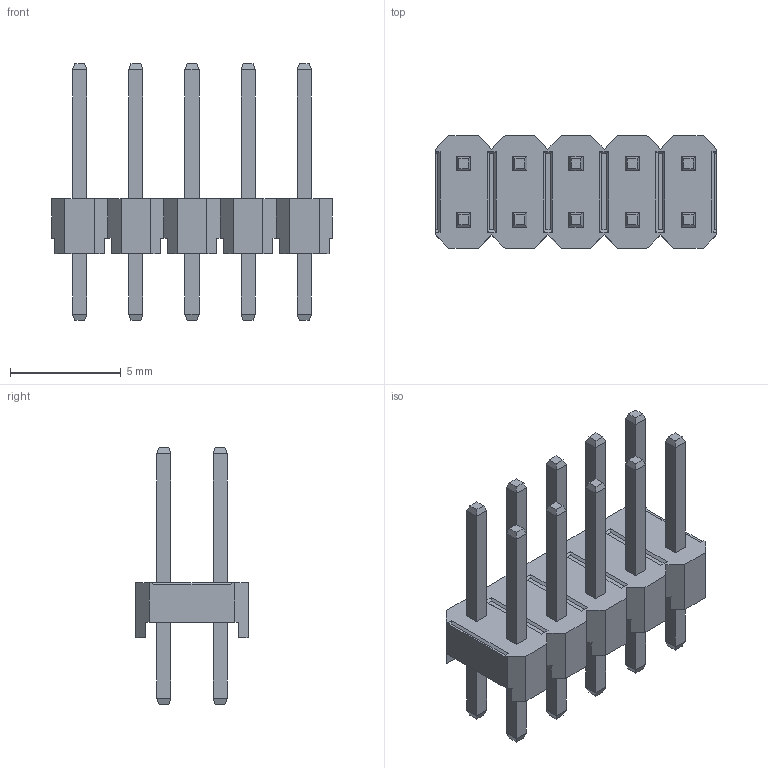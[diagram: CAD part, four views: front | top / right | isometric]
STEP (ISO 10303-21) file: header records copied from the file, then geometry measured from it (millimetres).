
FILE_DESCRIPTION(('STEP AP214'), '1');
FILE_NAME('PLD', '', ('UNSPECIFIED'), ('UNSPECIFIED'), 'ASCON STEP Converter 1.6', 'ASCON Math Kernel', '');
FILE_SCHEMA(('AUTOMOTIVE_DESIGN { 1 0 10303 214 3 1 1}'));
Length unit declared in the file: millimetre
Bounding box: 12.7 x 5.08 x 11.6 mm (x, y, z)
Volume: 154.3 mm3; surface area: 470.4 mm2
Topology: 1 solids, 1 shells, 262 faces, 628 edges, 392 vertices
Faces by surface type: plane 262
Entity records: 9468 total; most frequent: CARTESIAN_POINT 1283, ORIENTED_EDGE 1256, DIRECTION 1154, EDGE_CURVE 628, LINE 628, VECTOR 628, VERTEX_POINT 392, FACE_BOUND 286
